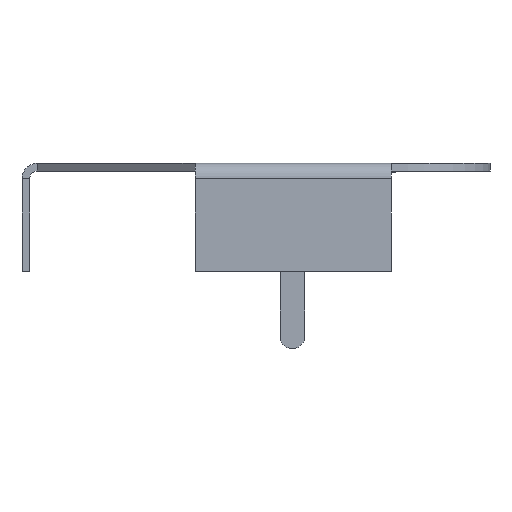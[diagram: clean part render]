
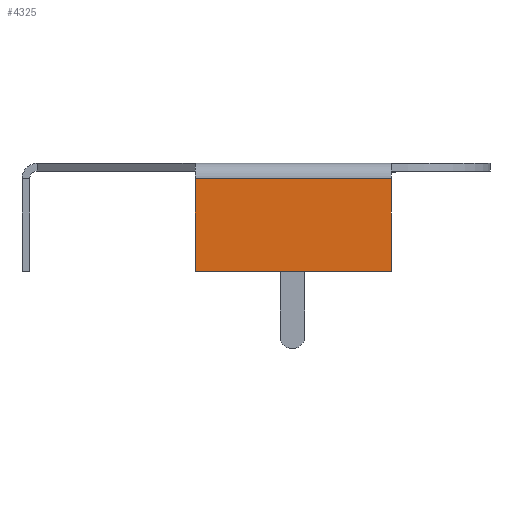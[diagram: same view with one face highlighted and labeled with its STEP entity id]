
A CAD part, left-side view. The second image highlights one B-rep face of the part: STEP entity #4325.
In plain terms, the highlighted planar face has unit normal (-1, 0, 0).
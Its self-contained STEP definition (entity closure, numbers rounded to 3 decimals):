
#778 = CYLINDRICAL_SURFACE('',#779,0.5);
#779 = AXIS2_PLACEMENT_3D('',#780,#781,#782);
#780 = CARTESIAN_POINT('',(-7.95,-3.2,-0.5));
#781 = DIRECTION('',(0.,1.,0.));
#782 = DIRECTION('',(0.,0.,1.));
#2649 = VERTEX_POINT('',#2650);
#2650 = CARTESIAN_POINT('',(-8.45,-3.2,-0.5));
#2676 = EDGE_CURVE('',#2649,#2677,#2679,.T.);
#2677 = VERTEX_POINT('',#2678);
#2678 = CARTESIAN_POINT('',(-8.45,3.15,-0.5));
#2679 = SURFACE_CURVE('',#2680,(#2684,#2691),.PCURVE_S1.);
#2680 = LINE('',#2681,#2682);
#2681 = CARTESIAN_POINT('',(-8.45,-3.2,-0.5));
#2682 = VECTOR('',#2683,1.);
#2683 = DIRECTION('',(0.,1.,0.));
#2684 = PCURVE('',#778,#2685);
#2685 = DEFINITIONAL_REPRESENTATION('',(#2686),#2690);
#2686 = LINE('',#2687,#2688);
#2687 = CARTESIAN_POINT('',(-1.571,0.));
#2688 = VECTOR('',#2689,1.);
#2689 = DIRECTION('',(-0.,1.));
#2690 = ( GEOMETRIC_REPRESENTATION_CONTEXT(2) 
PARAMETRIC_REPRESENTATION_CONTEXT() REPRESENTATION_CONTEXT('2D SPACE',''
  ) );
#2691 = PCURVE('',#2692,#2697);
#2692 = PLANE('',#2693);
#2693 = AXIS2_PLACEMENT_3D('',#2694,#2695,#2696);
#2694 = CARTESIAN_POINT('',(-8.45,-0.025,-2.));
#2695 = DIRECTION('',(1.,0.,0.));
#2696 = DIRECTION('',(0.,-1.,0.));
#2697 = DEFINITIONAL_REPRESENTATION('',(#2698),#2702);
#2698 = LINE('',#2699,#2700);
#2699 = CARTESIAN_POINT('',(3.175,-1.5));
#2700 = VECTOR('',#2701,1.);
#2701 = DIRECTION('',(-1.,0.));
#2702 = ( GEOMETRIC_REPRESENTATION_CONTEXT(2) 
PARAMETRIC_REPRESENTATION_CONTEXT() REPRESENTATION_CONTEXT('2D SPACE',''
  ) );
#3886 = PLANE('',#3887);
#3887 = AXIS2_PLACEMENT_3D('',#3888,#3889,#3890);
#3888 = CARTESIAN_POINT('',(-8.2,-3.2,-0.5));
#3889 = DIRECTION('',(0.,-1.,0.));
#3890 = DIRECTION('',(0.,0.,-1.));
#4291 = PLANE('',#4292);
#4292 = AXIS2_PLACEMENT_3D('',#4293,#4294,#4295);
#4293 = CARTESIAN_POINT('',(-8.2,3.15,-3.5));
#4294 = DIRECTION('',(0.,1.,0.));
#4295 = DIRECTION('',(0.,0.,1.));
#4325 = ADVANCED_FACE('',(#4326),#2692,.F.);
#4326 = FACE_BOUND('',#4327,.F.);
#4327 = EDGE_LOOP('',(#4328,#4329,#4352,#4380));
#4328 = ORIENTED_EDGE('',*,*,#2676,.F.);
#4329 = ORIENTED_EDGE('',*,*,#4330,.T.);
#4330 = EDGE_CURVE('',#2649,#4331,#4333,.T.);
#4331 = VERTEX_POINT('',#4332);
#4332 = CARTESIAN_POINT('',(-8.45,-3.2,-3.5));
#4333 = SURFACE_CURVE('',#4334,(#4338,#4345),.PCURVE_S1.);
#4334 = LINE('',#4335,#4336);
#4335 = CARTESIAN_POINT('',(-8.45,-3.2,-0.5));
#4336 = VECTOR('',#4337,1.);
#4337 = DIRECTION('',(0.,0.,-1.));
#4338 = PCURVE('',#2692,#4339);
#4339 = DEFINITIONAL_REPRESENTATION('',(#4340),#4344);
#4340 = LINE('',#4341,#4342);
#4341 = CARTESIAN_POINT('',(3.175,-1.5));
#4342 = VECTOR('',#4343,1.);
#4343 = DIRECTION('',(0.,1.));
#4344 = ( GEOMETRIC_REPRESENTATION_CONTEXT(2) 
PARAMETRIC_REPRESENTATION_CONTEXT() REPRESENTATION_CONTEXT('2D SPACE',''
  ) );
#4345 = PCURVE('',#3886,#4346);
#4346 = DEFINITIONAL_REPRESENTATION('',(#4347),#4351);
#4347 = LINE('',#4348,#4349);
#4348 = CARTESIAN_POINT('',(0.,-0.25));
#4349 = VECTOR('',#4350,1.);
#4350 = DIRECTION('',(1.,0.));
#4351 = ( GEOMETRIC_REPRESENTATION_CONTEXT(2) 
PARAMETRIC_REPRESENTATION_CONTEXT() REPRESENTATION_CONTEXT('2D SPACE',''
  ) );
#4352 = ORIENTED_EDGE('',*,*,#4353,.T.);
#4353 = EDGE_CURVE('',#4331,#4354,#4356,.T.);
#4354 = VERTEX_POINT('',#4355);
#4355 = CARTESIAN_POINT('',(-8.45,3.15,-3.5));
#4356 = SURFACE_CURVE('',#4357,(#4361,#4368),.PCURVE_S1.);
#4357 = LINE('',#4358,#4359);
#4358 = CARTESIAN_POINT('',(-8.45,-3.2,-3.5));
#4359 = VECTOR('',#4360,1.);
#4360 = DIRECTION('',(0.,1.,0.));
#4361 = PCURVE('',#2692,#4362);
#4362 = DEFINITIONAL_REPRESENTATION('',(#4363),#4367);
#4363 = LINE('',#4364,#4365);
#4364 = CARTESIAN_POINT('',(3.175,1.5));
#4365 = VECTOR('',#4366,1.);
#4366 = DIRECTION('',(-1.,0.));
#4367 = ( GEOMETRIC_REPRESENTATION_CONTEXT(2) 
PARAMETRIC_REPRESENTATION_CONTEXT() REPRESENTATION_CONTEXT('2D SPACE',''
  ) );
#4368 = PCURVE('',#4369,#4374);
#4369 = PLANE('',#4370);
#4370 = AXIS2_PLACEMENT_3D('',#4371,#4372,#4373);
#4371 = CARTESIAN_POINT('',(-8.2,-3.2,-3.5));
#4372 = DIRECTION('',(0.,0.,-1.));
#4373 = DIRECTION('',(0.,1.,0.));
#4374 = DEFINITIONAL_REPRESENTATION('',(#4375),#4379);
#4375 = LINE('',#4376,#4377);
#4376 = CARTESIAN_POINT('',(0.,-0.25));
#4377 = VECTOR('',#4378,1.);
#4378 = DIRECTION('',(1.,0.));
#4379 = ( GEOMETRIC_REPRESENTATION_CONTEXT(2) 
PARAMETRIC_REPRESENTATION_CONTEXT() REPRESENTATION_CONTEXT('2D SPACE',''
  ) );
#4380 = ORIENTED_EDGE('',*,*,#4381,.T.);
#4381 = EDGE_CURVE('',#4354,#2677,#4382,.T.);
#4382 = SURFACE_CURVE('',#4383,(#4387,#4394),.PCURVE_S1.);
#4383 = LINE('',#4384,#4385);
#4384 = CARTESIAN_POINT('',(-8.45,3.15,-3.5));
#4385 = VECTOR('',#4386,1.);
#4386 = DIRECTION('',(0.,0.,1.));
#4387 = PCURVE('',#2692,#4388);
#4388 = DEFINITIONAL_REPRESENTATION('',(#4389),#4393);
#4389 = LINE('',#4390,#4391);
#4390 = CARTESIAN_POINT('',(-3.175,1.5));
#4391 = VECTOR('',#4392,1.);
#4392 = DIRECTION('',(0.,-1.));
#4393 = ( GEOMETRIC_REPRESENTATION_CONTEXT(2) 
PARAMETRIC_REPRESENTATION_CONTEXT() REPRESENTATION_CONTEXT('2D SPACE',''
  ) );
#4394 = PCURVE('',#4291,#4395);
#4395 = DEFINITIONAL_REPRESENTATION('',(#4396),#4400);
#4396 = LINE('',#4397,#4398);
#4397 = CARTESIAN_POINT('',(0.,-0.25));
#4398 = VECTOR('',#4399,1.);
#4399 = DIRECTION('',(1.,0.));
#4400 = ( GEOMETRIC_REPRESENTATION_CONTEXT(2) 
PARAMETRIC_REPRESENTATION_CONTEXT() REPRESENTATION_CONTEXT('2D SPACE',''
  ) );
